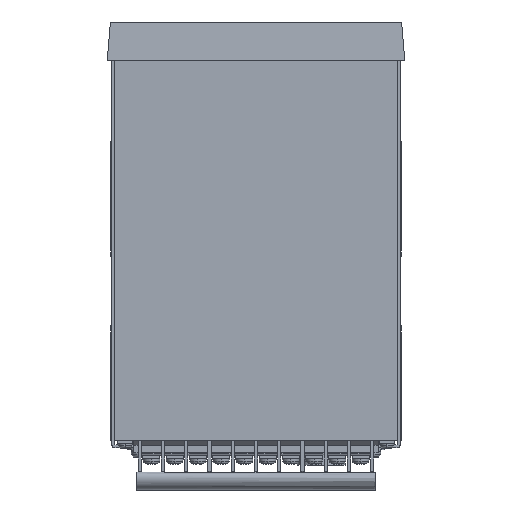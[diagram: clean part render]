
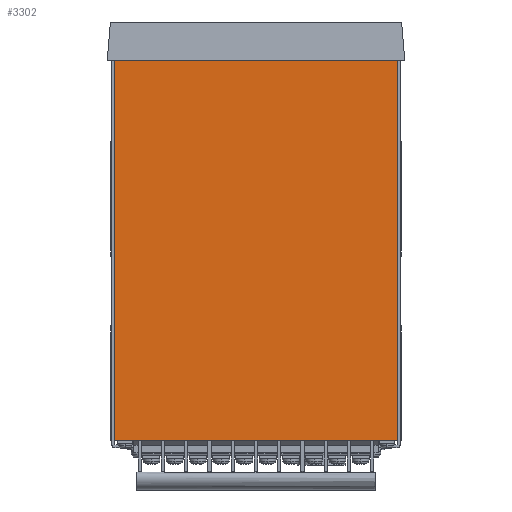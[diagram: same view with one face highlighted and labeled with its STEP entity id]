
A CAD part, front view. The second image highlights one B-rep face of the part: STEP entity #3302.
In plain terms, the highlighted planar face has unit normal (0, -1, 0).
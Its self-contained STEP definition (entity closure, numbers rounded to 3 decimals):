
#3302=ADVANCED_FACE('',(#19275),#19274,.T.);
#19274=PLANE('',#34434);
#19275=FACE_OUTER_BOUND('',#34435,.T.);
#34431=CARTESIAN_POINT('',(-54.6,-22.,-2.5));
#34432=DIRECTION('',(0.,-1.,0.));
#34433=DIRECTION('',(0.,0.,-1.));
#34434=AXIS2_PLACEMENT_3D('',#34431,#34432,#34433);
#34435=EDGE_LOOP('',(#46870,#46871,#46872,#46873));
#46870=ORIENTED_EDGE('',*,*,#53908,.T.);
#46871=ORIENTED_EDGE('',*,*,#53913,.T.);
#46872=ORIENTED_EDGE('',*,*,#53911,.F.);
#46873=ORIENTED_EDGE('',*,*,#51755,.T.);
#51755=EDGE_CURVE('',#70448,#70440,#70449,.T.);
#53908=EDGE_CURVE('',#70440,#84859,#84866,.T.);
#53911=EDGE_CURVE('',#70448,#84885,#84886,.T.);
#53913=EDGE_CURVE('',#84859,#84885,#84898,.T.);
#70440=VERTEX_POINT('',#100792);
#70448=VERTEX_POINT('',#100797);
#70449=LINE('',#100798,#100799);
#84859=VERTEX_POINT('',#109222);
#84866=LINE('',#109226,#109227);
#84885=VERTEX_POINT('',#109236);
#84886=LINE('',#109237,#109238);
#84898=LINE('',#109243,#109244);
#100792=CARTESIAN_POINT('',(45.5,-22.,-135.));
#100797=CARTESIAN_POINT('',(-45.5,-22.,-135.));
#100798=CARTESIAN_POINT('',(-45.5,-22.,-135.));
#100799=VECTOR('',#100800,91.);
#100800=DIRECTION('',(1.,0.,0.));
#109222=CARTESIAN_POINT('',(45.5,-22.,-12.5));
#109226=CARTESIAN_POINT('',(45.5,-22.,-135.));
#109227=VECTOR('',#109228,122.5);
#109228=DIRECTION('',(0.,0.,1.));
#109236=CARTESIAN_POINT('',(-45.5,-22.,-12.5));
#109237=CARTESIAN_POINT('',(-45.5,-22.,-135.));
#109238=VECTOR('',#109239,122.5);
#109239=DIRECTION('',(0.,0.,1.));
#109243=CARTESIAN_POINT('',(45.5,-22.,-12.5));
#109244=VECTOR('',#109245,91.);
#109245=DIRECTION('',(-1.,0.,0.));
